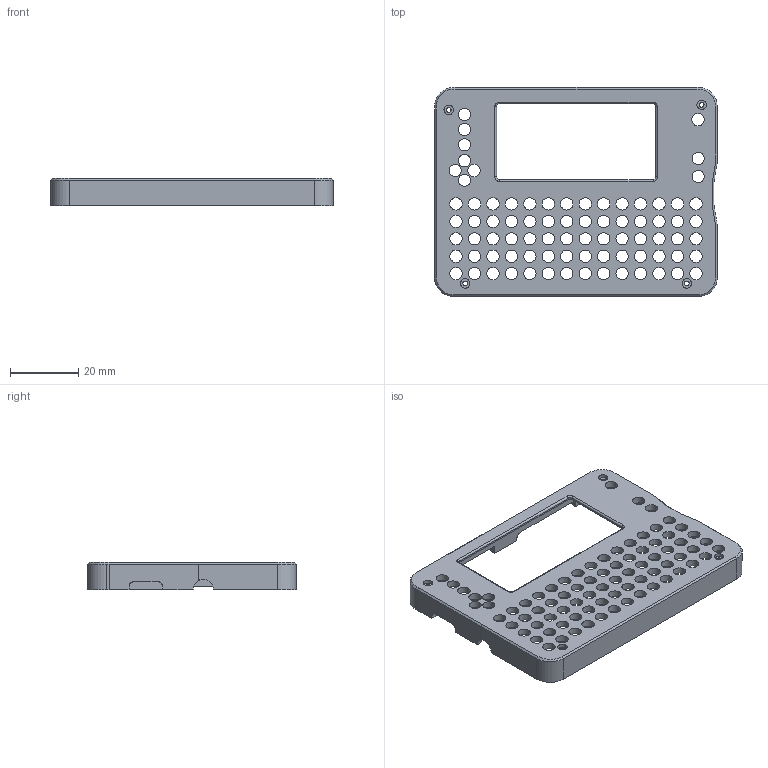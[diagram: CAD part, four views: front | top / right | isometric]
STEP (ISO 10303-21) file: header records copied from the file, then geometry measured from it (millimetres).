
FILE_DESCRIPTION(/* description */ (''),/* implementation_level */ '2;1');
FILE_NAME(/* name */ 'Front_v30.step',/* time_stamp */ '2024-07-03T10:01:42+08:00',/* author */ (''),/* organization */ (''),/* preprocessor_version */ 'ST-DEVELOPER v20',/* originating_system */ 'Autodesk Translation Framework v13.14.0.145',/* authorisation */ '');
FILE_SCHEMA (('AUTOMOTIVE_DESIGN { 1 0 10303 214 3 1 1 }'));
Length unit declared in the file: millimetre
Products named in the file (2): CloveGameShell2; 前壳
Assembly tree (1 placements, depth 2):
  CloveGameShell2
    前壳
Bounding box: 82.67 x 61.18 x 7.9 mm (x, y, z)
Volume: 8652.3 mm3; surface area: 11976.8 mm2
Topology: 1 solids, 1 shells, 204 faces, 567 edges, 370 vertices
Faces by surface type: cylinder 121, plane 71, torus 5, cone 5, bspline 2
Full cylindrical faces by diameter (mm): 1.4 x4, 2.75 x4, 3.5 x2, 3.6 x78
Entity records: 7179 total; most frequent: CARTESIAN_POINT 1288, DIRECTION 1217, ORIENTED_EDGE 1134, EDGE_CURVE 567, AXIS2_PLACEMENT_3D 459, EDGE_LOOP 379, VERTEX_POINT 370, LINE 299
